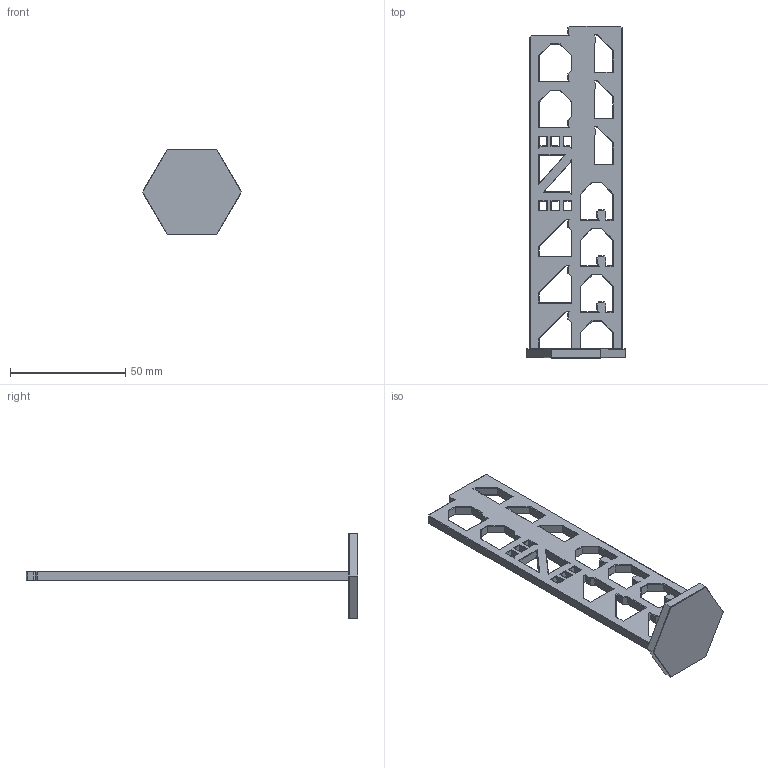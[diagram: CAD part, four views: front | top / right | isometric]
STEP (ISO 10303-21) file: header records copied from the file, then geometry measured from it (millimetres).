
FILE_DESCRIPTION(/* description */ (''),/* implementation_level */ '2;1');
FILE_NAME(/* name */ 'Calitower Z Stiff.step',/* time_stamp */ '2026-02-13T21:07:11+01:00',/* author */ (''),/* organization */ (''),/* preprocessor_version */ 'ST-DEVELOPER v20.1',/* originating_system */ 'Autodesk Translation Framework v14.24.0.0',/* authorisation */ '');
FILE_SCHEMA (('AUTOMOTIVE_DESIGN { 1 0 10303 214 3 1 1 }'));
Length unit declared in the file: millimetre
Products named in the file (1): Calitower Z Stiff
Bounding box: 43 x 144 x 37.24 mm (x, y, z)
Volume: 17482.5 mm3; surface area: 14563.6 mm2
Topology: 1 solids, 1 shells, 523 faces, 1227 edges, 705 vertices
Faces by surface type: plane 523
Entity records: 14309 total; most frequent: CARTESIAN_POINT 2456, ORIENTED_EDGE 2454, DIRECTION 2275, LINE 1227, VECTOR 1227, EDGE_CURVE 1227, VERTEX_POINT 705, EDGE_LOOP 562
